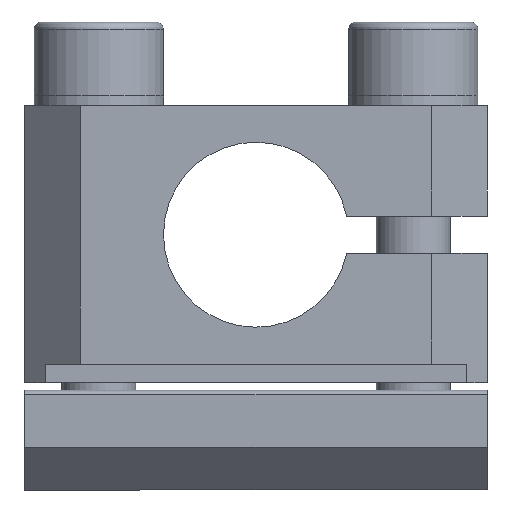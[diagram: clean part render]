
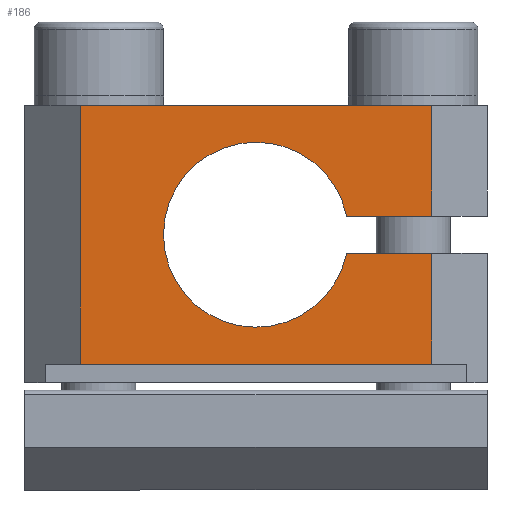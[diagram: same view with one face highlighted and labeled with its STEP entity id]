
A CAD part, front view. The second image highlights one B-rep face of the part: STEP entity #186.
In plain terms, the highlighted planar face has unit normal (0, -1, 0).
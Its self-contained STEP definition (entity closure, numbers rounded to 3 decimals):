
#90=CARTESIAN_POINT('',(9.5,-5.0,7.));
#91=VERTEX_POINT('',#90);
#98=CARTESIAN_POINT('',(9.5,-5.0,1.));
#99=VERTEX_POINT('',#98);
#100=CARTESIAN_POINT('',(9.5,-5.0,7.));
#101=DIRECTION('',(0.0,0.0,-1.0));
#102=VECTOR('',#101,6.);
#103=LINE('',#100,#102);
#104=EDGE_CURVE('',#91,#99,#103,.T.);
#123=CARTESIAN_POINT('',(0.91,-5.0,-0.326));
#124=DIRECTION('',(0.0,1.0,0.0));
#125=DIRECTION('',(0.0,0.0,1.0));
#126=AXIS2_PLACEMENT_3D('',#123,#124,#125);
#127=PLANE('',#126);
#128=ORIENTED_EDGE('',*,*,#104,.F.);
#129=CARTESIAN_POINT('',(-9.5,-5.0,7.));
#130=VERTEX_POINT('',#129);
#131=CARTESIAN_POINT('',(-9.5,-5.0,7.));
#132=DIRECTION('',(1.0,0.0,0.0));
#133=VECTOR('',#132,19.);
#134=LINE('',#131,#133);
#135=EDGE_CURVE('',#130,#91,#134,.T.);
#136=ORIENTED_EDGE('',*,*,#135,.F.);
#137=CARTESIAN_POINT('',(-9.5,-5.0,-7.));
#138=VERTEX_POINT('',#137);
#139=CARTESIAN_POINT('',(-9.5,-5.0,-7.));
#140=DIRECTION('',(0.0,0.0,1.0));
#141=VECTOR('',#140,14.);
#142=LINE('',#139,#141);
#143=EDGE_CURVE('',#138,#130,#142,.T.);
#144=ORIENTED_EDGE('',*,*,#143,.F.);
#145=CARTESIAN_POINT('',(9.5,-5.0,-7.));
#146=VERTEX_POINT('',#145);
#147=CARTESIAN_POINT('',(-9.5,-5.0,-7.));
#148=DIRECTION('',(1.0,0.0,0.0));
#149=VECTOR('',#148,19.);
#150=LINE('',#147,#149);
#151=EDGE_CURVE('',#138,#146,#150,.T.);
#152=ORIENTED_EDGE('',*,*,#151,.T.);
#153=CARTESIAN_POINT('',(9.5,-5.0,-1.));
#154=VERTEX_POINT('',#153);
#155=CARTESIAN_POINT('',(9.5,-5.0,-1.));
#156=DIRECTION('',(0.0,0.0,-1.0));
#157=VECTOR('',#156,6.);
#158=LINE('',#155,#157);
#159=EDGE_CURVE('',#154,#146,#158,.T.);
#160=ORIENTED_EDGE('',*,*,#159,.F.);
#161=CARTESIAN_POINT('',(4.899,-5.0,-1.));
#162=VERTEX_POINT('',#161);
#163=CARTESIAN_POINT('',(4.899,-5.0,-1.));
#164=DIRECTION('',(1.0,0.0,0.0));
#165=VECTOR('',#164,4.601);
#166=LINE('',#163,#165);
#167=EDGE_CURVE('',#162,#154,#166,.T.);
#168=ORIENTED_EDGE('',*,*,#167,.F.);
#169=CARTESIAN_POINT('',(4.899,-5.0,1.));
#170=VERTEX_POINT('',#169);
#171=CARTESIAN_POINT('',(0.0,-5.0,0.0));
#172=DIRECTION('',(0.0,-1.,0.0));
#173=DIRECTION('',(-0.98,0.0,0.2));
#174=AXIS2_PLACEMENT_3D('',#171,#172,#173);
#175=CIRCLE('',#174,5.0);
#176=EDGE_CURVE('',#170,#162,#175,.T.);
#177=ORIENTED_EDGE('',*,*,#176,.F.);
#178=CARTESIAN_POINT('',(9.5,-5.0,1.));
#179=DIRECTION('',(-1.0,0.0,0.0));
#180=VECTOR('',#179,4.601);
#181=LINE('',#178,#180);
#182=EDGE_CURVE('',#99,#170,#181,.T.);
#183=ORIENTED_EDGE('',*,*,#182,.F.);
#184=EDGE_LOOP('',(#128,#136,#144,#152,#160,#168,#177,#183));
#185=FACE_OUTER_BOUND('',#184,.T.);
#186=ADVANCED_FACE('',(#185),#127,.F.);
